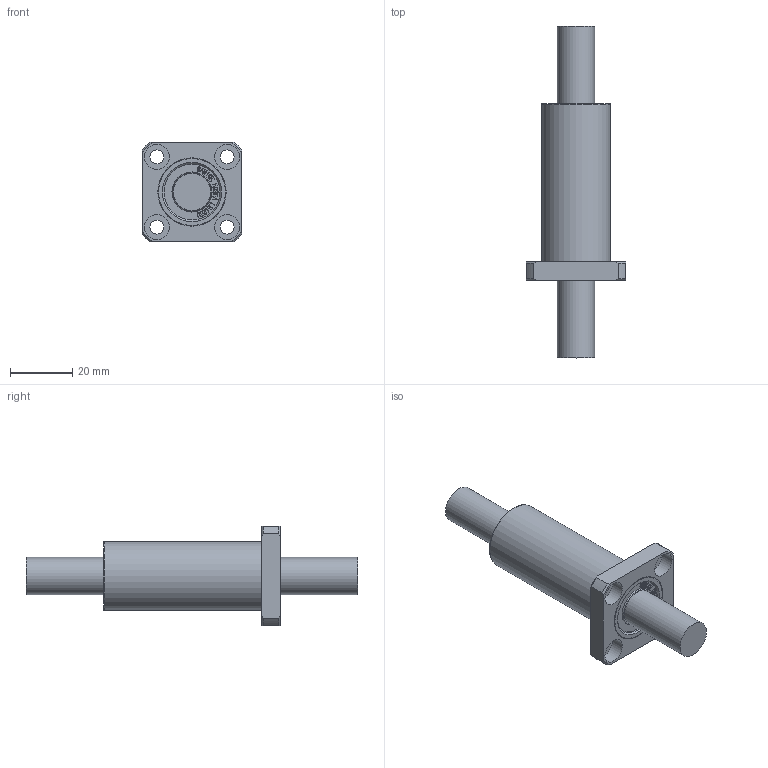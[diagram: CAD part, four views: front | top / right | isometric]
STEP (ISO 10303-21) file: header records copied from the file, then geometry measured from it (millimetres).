
FILE_DESCRIPTION((''),'2;1');
FILE_NAME('LMEK12LUU.stp','2013-02-05T20:11:29',('user2'),(''),'Autodesk Inventor 2012','Autodesk Inventor 2012','');
FILE_SCHEMA(('AUTOMOTIVE_DESIGN { 1 0 10303 214 1 1 1 1 }'));
Length unit declared in the file: millimetre
Products named in the file (1): LMEK12LUU
Bounding box: 32 x 107 x 32 mm (x, y, z)
Volume: 29848 mm3; surface area: 8751.4 mm2
Topology: 1 solids, 1 shells, 848 faces, 2374 edges, 1582 vertices
Faces by surface type: bspline 580, plane 236, cylinder 18, cone 12, torus 2
Full cylindrical faces by diameter (mm): 4.5 x4, 8 x4, 12 x2, 18 x2, 22 x2
Entity records: 28599 total; most frequent: CARTESIAN_POINT 10033, ORIENTED_EDGE 4704, EDGE_CURVE 2352, DIRECTION 1766, VERTEX_POINT 1580, QUASI_UNIFORM_CURVE 1160, VECTOR 1124, LINE 1124
